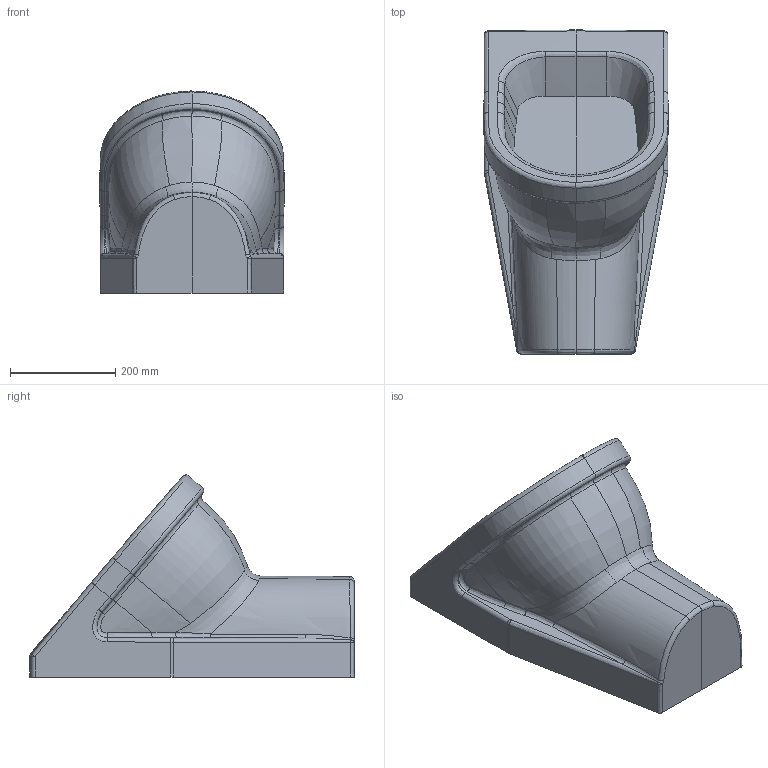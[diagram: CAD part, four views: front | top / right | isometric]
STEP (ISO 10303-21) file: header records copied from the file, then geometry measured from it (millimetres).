
FILE_DESCRIPTION(/* description */ (''),/* implementation_level */ '2;1');
FILE_NAME(/* name */ 'U557400_Urinal_Omnia-Architectura_RP.stp',/* time_stamp */ '2022-01-28T14:52:02+01:00',/* author */ (''),/* organization */ (''),/* preprocessor_version */ 'ST-DEVELOPER v18.1',/* originating_system */ 'SIEMENS PLM Software NX 1973',/* authorisation */ '');
FILE_SCHEMA (('AUTOMOTIVE_DESIGN { 1 0 10303 214 3 1 1 1 }'));
Length unit declared in the file: millimetre
Products named in the file (1): koeb0C242DA2fabl
Bounding box: 350.97 x 617 x 384.74 mm (x, y, z)
Volume: 32860380.9 mm3; surface area: 808301.3 mm2
Topology: 1 solids, 1 shells, 125 faces, 297 edges, 174 vertices
Faces by surface type: bspline 122, plane 3
Entity records: 15329 total; most frequent: CARTESIAN_POINT 13591, ORIENTED_EDGE 594, EDGE_CURVE 297, B_SPLINE_CURVE_WITH_KNOTS 184, VERTEX_POINT 174, ADVANCED_FACE 125, FACE_OUTER_BOUND 125, EDGE_LOOP 125
